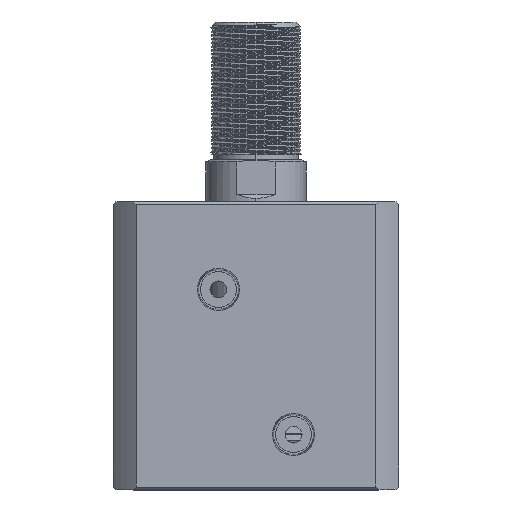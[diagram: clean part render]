
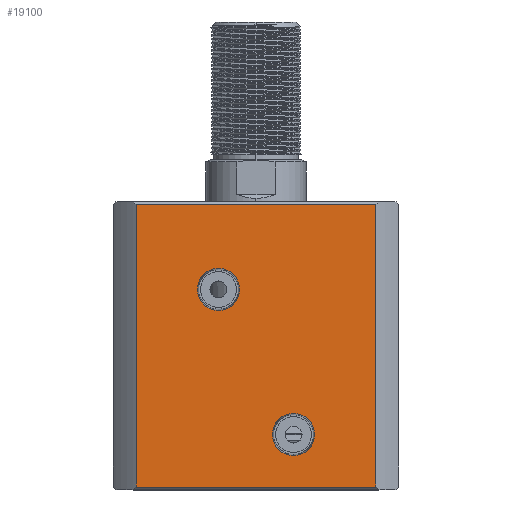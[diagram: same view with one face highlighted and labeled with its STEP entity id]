
A CAD part, top view. The second image highlights one B-rep face of the part: STEP entity #19100.
In plain terms, the highlighted face is planar.
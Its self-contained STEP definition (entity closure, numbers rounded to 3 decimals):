
#370 = CARTESIAN_POINT ( 'NONE',  ( -47.971, 57., 300. ) ) ;
#617 = FACE_BOUND ( 'NONE', #12011, .T. ) ;
#916 = DIRECTION ( 'NONE',  ( 0., 0., 1. ) ) ;
#1443 = DIRECTION ( 'NONE',  ( 0., 0., 1. ) ) ;
#1980 = DIRECTION ( 'NONE',  ( 0., 1., 0. ) ) ;
#2185 = CIRCLE ( 'NONE', #7336, 8.428 ) ;
#2230 = DIRECTION ( 'NONE',  ( 0., 0., -1. ) ) ;
#2266 = LINE ( 'NONE', #2514, #9690 ) ;
#2284 = ORIENTED_EDGE ( 'NONE', *, *, #13925, .T. ) ;
#2485 = EDGE_CURVE ( 'NONE', #5379, #18562, #5748, .T. ) ;
#2514 = CARTESIAN_POINT ( 'NONE',  ( 57., 57., 114. ) ) ;
#2528 = DIRECTION ( 'NONE',  ( -1., 0., 0. ) ) ;
#3102 = LINE ( 'NONE', #11390, #10531 ) ;
#3591 = CARTESIAN_POINT ( 'NONE',  ( 15., 57., 101.428 ) ) ;
#3879 = ORIENTED_EDGE ( 'NONE', *, *, #8592, .F. ) ;
#4058 = AXIS2_PLACEMENT_3D ( 'NONE', #12971, #4120, #14451 ) ;
#4120 = DIRECTION ( 'NONE',  ( 0., 1., 0. ) ) ;
#4338 = ORIENTED_EDGE ( 'NONE', *, *, #2485, .F. ) ;
#4343 = EDGE_CURVE ( 'NONE', #11597, #18467, #13561, .T. ) ;
#4432 = AXIS2_PLACEMENT_3D ( 'NONE', #10872, #1980, #12309 ) ;
#4526 = VERTEX_POINT ( 'NONE', #8409 ) ;
#4938 = CARTESIAN_POINT ( 'NONE',  ( -47.971, 57., 114. ) ) ;
#5379 = VERTEX_POINT ( 'NONE', #7691 ) ;
#5474 = CARTESIAN_POINT ( 'NONE',  ( 15., 57., 93. ) ) ;
#5748 = CIRCLE ( 'NONE', #4058, 8.428 ) ;
#5832 = VERTEX_POINT ( 'NONE', #8998 ) ;
#5870 = AXIS2_PLACEMENT_3D ( 'NONE', #9621, #8055, #2230 ) ;
#6315 = DIRECTION ( 'NONE',  ( 0., 0., -1. ) ) ;
#6480 = VERTEX_POINT ( 'NONE', #7580 ) ;
#6912 = ORIENTED_EDGE ( 'NONE', *, *, #15319, .F. ) ;
#6975 = DIRECTION ( 'NONE',  ( 0., 0., 1. ) ) ;
#7336 = AXIS2_PLACEMENT_3D ( 'NONE', #5474, #15777, #6975 ) ;
#7580 = CARTESIAN_POINT ( 'NONE',  ( -47.971, 57., 1. ) ) ;
#7691 = CARTESIAN_POINT ( 'NONE',  ( 15., 57., 84.572 ) ) ;
#7820 = CARTESIAN_POINT ( 'NONE',  ( -15., 57., 26.572 ) ) ;
#7933 = CARTESIAN_POINT ( 'NONE',  ( -15., 57., 43.428 ) ) ;
#8055 = DIRECTION ( 'NONE',  ( 0., -1., 0. ) ) ;
#8127 = PLANE ( 'NONE',  #5870 ) ;
#8409 = CARTESIAN_POINT ( 'NONE',  ( 47.971, 57., 1. ) ) ;
#8592 = EDGE_CURVE ( 'NONE', #18562, #5379, #2185, .T. ) ;
#8736 = EDGE_CURVE ( 'NONE', #4526, #5832, #16588, .T. ) ;
#8771 = LINE ( 'NONE', #370, #16124 ) ;
#8842 = CARTESIAN_POINT ( 'NONE',  ( 47.971, 57., 300. ) ) ;
#8998 = CARTESIAN_POINT ( 'NONE',  ( 47.971, 57., 114. ) ) ;
#9219 = ORIENTED_EDGE ( 'NONE', *, *, #18696, .T. ) ;
#9593 = EDGE_CURVE ( 'NONE', #9702, #6480, #8771, .T. ) ;
#9621 = CARTESIAN_POINT ( 'NONE',  ( -57., 57., 115. ) ) ;
#9690 = VECTOR ( 'NONE', #14323, 1000. ) ;
#9702 = VERTEX_POINT ( 'NONE', #4938 ) ;
#9800 = DIRECTION ( 'NONE',  ( 0., 1., 0. ) ) ;
#10382 = ORIENTED_EDGE ( 'NONE', *, *, #4343, .F. ) ;
#10531 = VECTOR ( 'NONE', #2528, 1000. ) ;
#10872 = CARTESIAN_POINT ( 'NONE',  ( -15., 57., 35. ) ) ;
#11390 = CARTESIAN_POINT ( 'NONE',  ( -57., 57., 1. ) ) ;
#11588 = AXIS2_PLACEMENT_3D ( 'NONE', #18567, #9800, #916 ) ;
#11597 = VERTEX_POINT ( 'NONE', #7933 ) ;
#11938 = FACE_BOUND ( 'NONE', #18435, .T. ) ;
#12011 = EDGE_LOOP ( 'NONE', ( #10382, #6912 ) ) ;
#12180 = ORIENTED_EDGE ( 'NONE', *, *, #9593, .F. ) ;
#12309 = DIRECTION ( 'NONE',  ( 0., 0., 1. ) ) ;
#12688 = VECTOR ( 'NONE', #1443, 1000. ) ;
#12971 = CARTESIAN_POINT ( 'NONE',  ( 15., 57., 93. ) ) ;
#13561 = CIRCLE ( 'NONE', #4432, 8.428 ) ;
#13584 = ORIENTED_EDGE ( 'NONE', *, *, #8736, .F. ) ;
#13925 = EDGE_CURVE ( 'NONE', #4526, #6480, #3102, .T. ) ;
#14323 = DIRECTION ( 'NONE',  ( 1., 0., 0. ) ) ;
#14451 = DIRECTION ( 'NONE',  ( 0., 0., 1. ) ) ;
#15081 = EDGE_LOOP ( 'NONE', ( #12180, #9219, #13584, #2284 ) ) ;
#15093 = CIRCLE ( 'NONE', #11588, 8.428 ) ;
#15319 = EDGE_CURVE ( 'NONE', #18467, #11597, #15093, .T. ) ;
#15777 = DIRECTION ( 'NONE',  ( 0., 1., 0. ) ) ;
#15864 = FACE_OUTER_BOUND ( 'NONE', #15081, .T. ) ;
#16124 = VECTOR ( 'NONE', #6315, 1000. ) ;
#16588 = LINE ( 'NONE', #8842, #12688 ) ;
#18435 = EDGE_LOOP ( 'NONE', ( #3879, #4338 ) ) ;
#18467 = VERTEX_POINT ( 'NONE', #7820 ) ;
#18562 = VERTEX_POINT ( 'NONE', #3591 ) ;
#18567 = CARTESIAN_POINT ( 'NONE',  ( -15., 57., 35. ) ) ;
#18696 = EDGE_CURVE ( 'NONE', #9702, #5832, #2266, .T. ) ;
#19100 = ADVANCED_FACE ( 'NONE', ( #617, #11938, #15864 ), #8127, .F. ) ;
